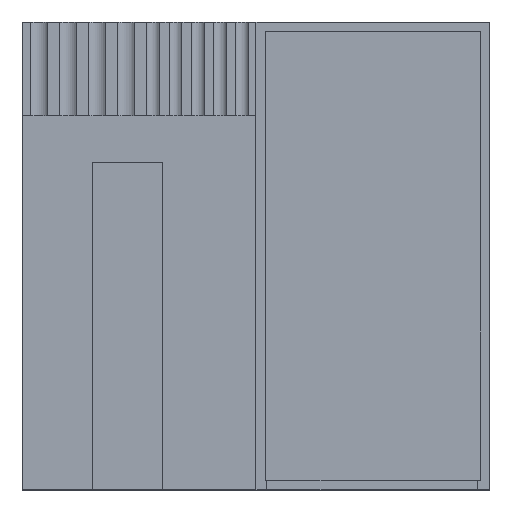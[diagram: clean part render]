
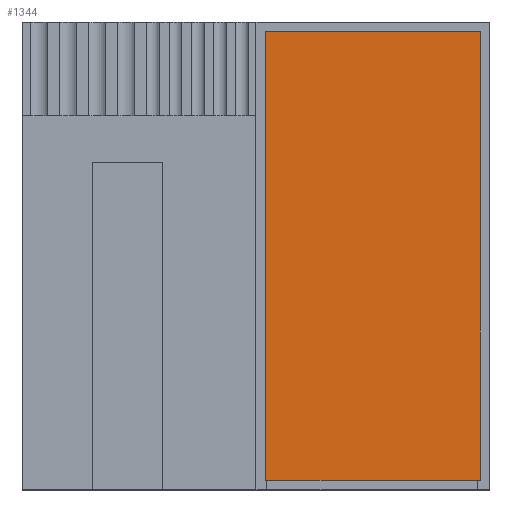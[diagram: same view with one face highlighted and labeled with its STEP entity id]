
A CAD part, top view. The second image highlights one B-rep face of the part: STEP entity #1344.
In plain terms, the highlighted planar face has unit normal (0, 0, 1).
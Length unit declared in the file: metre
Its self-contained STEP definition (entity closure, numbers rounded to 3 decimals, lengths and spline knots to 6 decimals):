
#425=ORIENTED_EDGE('',*,*,#594,.F.);
#426=ORIENTED_EDGE('',*,*,#604,.F.);
#427=ORIENTED_EDGE('',*,*,#605,.F.);
#428=ORIENTED_EDGE('',*,*,#608,.F.);
#594=EDGE_CURVE('',#729,#730,#844,.F.);
#604=EDGE_CURVE('',#738,#729,#854,.T.);
#605=EDGE_CURVE('',#739,#738,#855,.T.);
#608=EDGE_CURVE('',#730,#739,#858,.T.);
#729=VERTEX_POINT('',#2222);
#730=VERTEX_POINT('',#2223);
#738=VERTEX_POINT('',#2241);
#739=VERTEX_POINT('',#2245);
#844=LINE('',#2221,#967);
#854=LINE('',#2242,#977);
#855=LINE('',#2244,#978);
#858=LINE('',#2250,#981);
#967=VECTOR('',#1843,1.);
#977=VECTOR('',#1855,1.);
#978=VECTOR('',#1858,1.);
#981=VECTOR('',#1863,1.);
#1099=EDGE_LOOP('',(#425,#426,#427,#428));
#1215=FACE_BOUND('',#1099,.T.);
#1263=PLANE('',#1488);
#1344=ADVANCED_FACE('',(#1215),#1263,.F.);
#1488=AXIS2_PLACEMENT_3D('',#2255,#1869,#1870);
#1843=DIRECTION('',(0.,-1.,0.));
#1855=DIRECTION('',(-1.,0.,0.));
#1858=DIRECTION('',(0.,-1.,0.));
#1863=DIRECTION('',(1.,0.,0.));
#1869=DIRECTION('',(0.,0.,-1.));
#1870=DIRECTION('',(1.,0.,0.));
#2221=CARTESIAN_POINT('',(0.002,0.04,0.02));
#2222=CARTESIAN_POINT('',(0.002,-0.048,0.02));
#2223=CARTESIAN_POINT('',(0.002,0.048,0.02));
#2241=CARTESIAN_POINT('',(0.048,-0.048,0.02));
#2242=CARTESIAN_POINT('',(0.05,-0.048,0.02));
#2244=CARTESIAN_POINT('',(0.048,0.05,0.02));
#2245=CARTESIAN_POINT('',(0.048,0.048,0.02));
#2250=CARTESIAN_POINT('',(-0.05,0.048,0.02));
#2255=CARTESIAN_POINT('',(0.,0.,0.02));
